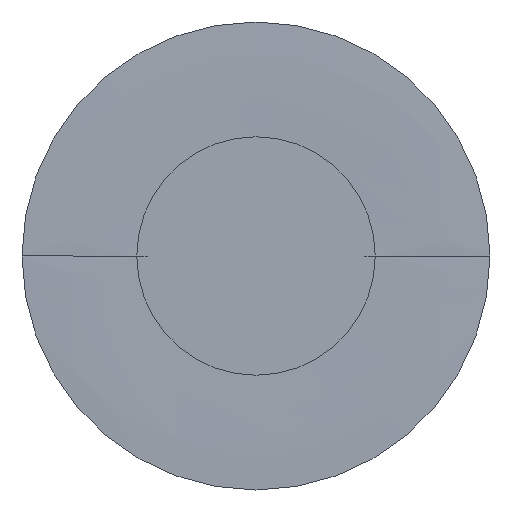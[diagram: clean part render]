
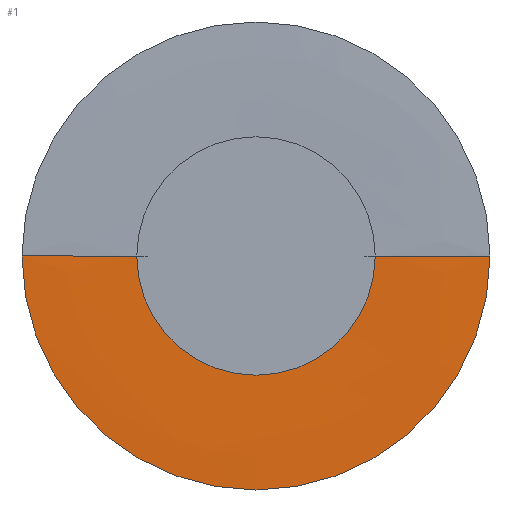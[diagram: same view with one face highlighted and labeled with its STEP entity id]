
A CAD part, front view. The second image highlights one B-rep face of the part: STEP entity #1.
In plain terms, the highlighted free-form (B-spline) face has degree [3, 3] with [8, 4] control points.
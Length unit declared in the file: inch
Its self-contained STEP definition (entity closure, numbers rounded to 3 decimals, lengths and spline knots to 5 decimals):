
#1 = ADVANCED_FACE ( 'NONE', ( #179 ), #224, .F. ) ;
#2 = DIRECTION ( 'NONE',  ( 0., -1., 0. ) ) ;
#5 = EDGE_CURVE ( 'NONE', #125, #278, #178, .T. ) ;
#11 = CARTESIAN_POINT ( 'NONE',  ( -0.5, 0.28278, -1. ) ) ;
#13 = CARTESIAN_POINT ( 'NONE',  ( -0.08059, -0.36215, 0. ) ) ;
#20 = CARTESIAN_POINT ( 'NONE',  ( -0.24712, 0.28388, 0. ) ) ;
#28 = CARTESIAN_POINT ( 'NONE',  ( 0.5, 0.28278, 0. ) ) ;
#32 = CARTESIAN_POINT ( 'NONE',  ( -0.42181, 0.27928, 0. ) ) ;
#33 = CARTESIAN_POINT ( 'NONE',  ( 0.24712, 0.28388, 0. ) ) ;
#35 = CARTESIAN_POINT ( 'NONE',  ( 0.11843, 0.28299, -0.23685 ) ) ;
#39 = CARTESIAN_POINT ( 'NONE',  ( 0.42181, 0.27928, 0. ) ) ;
#40 = CARTESIAN_POINT ( 'NONE',  ( -0.42181, 0.27928, 0. ) ) ;
#41 = CARTESIAN_POINT ( 'NONE',  ( -0.09326, -0.10878, 0. ) ) ;
#50 = CARTESIAN_POINT ( 'NONE',  ( -0.09326, -0.10878, -0.18653 ) ) ;
#51 = CARTESIAN_POINT ( 'NONE',  ( -0.09881, 0.1444, 0. ) ) ;
#57 = CARTESIAN_POINT ( 'NONE',  ( 0.24712, 0.28388, 0. ) ) ;
#59 = CARTESIAN_POINT ( 'NONE',  ( 0.25479, -0.375, 0. ) ) ;
#67 = CARTESIAN_POINT ( 'NONE',  ( -0.24712, 0.28388, -0.49423 ) ) ;
#68 = CARTESIAN_POINT ( 'NONE',  ( -0.5, 0.28278, 0. ) ) ;
#70 = CARTESIAN_POINT ( 'NONE',  ( 0.08059, -0.36215, 0. ) ) ;
#71 = DIRECTION ( 'NONE',  ( 0., -1., 0. ) ) ;
#73 = B_SPLINE_CURVE_WITH_KNOTS ( 'NONE', 3,
 ( #89, #39, #57, #96, #218, #124, #136, #59 ),
 .UNSPECIFIED., .F., .F.,
 ( 4, 1, 1, 1, 1, 4 ),
 ( 0., 0.68688, 0.73065, 0.92022, 0.94952, 1. ),
 .UNSPECIFIED. ) ;
#81 = CARTESIAN_POINT ( 'NONE',  ( -0.25479, -0.375, 0. ) ) ;
#84 = CARTESIAN_POINT ( 'NONE',  ( 0.11843, 0.28299, 0. ) ) ;
#85 = CARTESIAN_POINT ( 'NONE',  ( 0., 0.28278, 0. ) ) ;
#89 = CARTESIAN_POINT ( 'NONE',  ( 0.5, 0.28278, 0. ) ) ;
#96 = CARTESIAN_POINT ( 'NONE',  ( 0.11843, 0.28299, 0. ) ) ;
#106 = CARTESIAN_POINT ( 'NONE',  ( -0.08059, -0.36215, -0.16117 ) ) ;
#109 = DIRECTION ( 'NONE',  ( 1., 0., 0. ) ) ;
#113 = CARTESIAN_POINT ( 'NONE',  ( -0.5, 0.28278, 0. ) ) ;
#121 = VERTEX_POINT ( 'NONE', #214 ) ;
#122 = CARTESIAN_POINT ( 'NONE',  ( 0.5, 0.28278, -1. ) ) ;
#124 = CARTESIAN_POINT ( 'NONE',  ( 0.09326, -0.10878, 0. ) ) ;
#125 = VERTEX_POINT ( 'NONE', #246 ) ;
#127 = CARTESIAN_POINT ( 'NONE',  ( -0.09881, 0.1444, -0.19762 ) ) ;
#129 = CARTESIAN_POINT ( 'NONE',  ( -0.25479, -0.375, -0.50957 ) ) ;
#132 = EDGE_CURVE ( 'NONE', #121, #182, #207, .T. ) ;
#133 = CARTESIAN_POINT ( 'NONE',  ( 0., -0.375, 0. ) ) ;
#135 = B_SPLINE_CURVE_WITH_KNOTS ( 'NONE', 3,
 ( #113, #40, #20, #213, #244, #41, #259, #81 ),
 .UNSPECIFIED., .F., .F.,
 ( 4, 1, 1, 1, 1, 4 ),
 ( 0., 0.68688, 0.73065, 0.92022, 0.94952, 1. ),
 .UNSPECIFIED. ) ;
#136 = CARTESIAN_POINT ( 'NONE',  ( 0.08059, -0.36215, 0. ) ) ;
#138 = EDGE_CURVE ( 'NONE', #278, #182, #73, .T. ) ;
#142 = CARTESIAN_POINT ( 'NONE',  ( -0.11843, 0.28299, 0. ) ) ;
#151 = CARTESIAN_POINT ( 'NONE',  ( 0.25479, -0.375, -0.50957 ) ) ;
#153 = CARTESIAN_POINT ( 'NONE',  ( 0.42181, 0.27928, 0. ) ) ;
#154 = CARTESIAN_POINT ( 'NONE',  ( -0.11843, 0.28299, -0.23685 ) ) ;
#172 = CARTESIAN_POINT ( 'NONE',  ( 0.25479, -0.375, 0. ) ) ;
#175 = AXIS2_PLACEMENT_3D ( 'NONE', #85, #71, #292 ) ;
#176 = CARTESIAN_POINT ( 'NONE',  ( 0.08059, -0.36215, -0.16117 ) ) ;
#178 = CIRCLE ( 'NONE', #175, 0.5 ) ;
#179 = FACE_OUTER_BOUND ( 'NONE', #247, .T. ) ;
#182 = VERTEX_POINT ( 'NONE', #185 ) ;
#184 = ORIENTED_EDGE ( 'NONE', *, *, #132, .F. ) ;
#185 = CARTESIAN_POINT ( 'NONE',  ( 0.25479, -0.375, 0. ) ) ;
#201 = CARTESIAN_POINT ( 'NONE',  ( 0.5, 0.28278, 0. ) ) ;
#202 = ORIENTED_EDGE ( 'NONE', *, *, #216, .F. ) ;
#205 = CARTESIAN_POINT ( 'NONE',  ( -0.25479, -0.375, 0. ) ) ;
#207 = CIRCLE ( 'NONE', #245, 0.25479 ) ;
#209 = CARTESIAN_POINT ( 'NONE',  ( 0.09881, 0.1444, -0.19762 ) ) ;
#213 = CARTESIAN_POINT ( 'NONE',  ( -0.11843, 0.28299, 0. ) ) ;
#214 = CARTESIAN_POINT ( 'NONE',  ( -0.25479, -0.375, 0. ) ) ;
#216 = EDGE_CURVE ( 'NONE', #125, #121, #135, .T. ) ;
#218 = CARTESIAN_POINT ( 'NONE',  ( 0.09881, 0.1444, 0. ) ) ;
#224 =( BOUNDED_SURFACE ( )  B_SPLINE_SURFACE ( 3, 3, ( 
 ( #68, #11, #122, #201 ),
 ( #32, #237, #287, #153 ),
 ( #240, #67, #263, #33 ),
 ( #142, #154, #35, #84 ),
 ( #51, #127, #209, #232 ),
 ( #289, #50, #253, #282 ),
 ( #13, #106, #176, #70 ),
 ( #205, #129, #151, #172 ) ),
 .UNSPECIFIED., .F., .F., .F. ) 
 B_SPLINE_SURFACE_WITH_KNOTS ( ( 4, 1, 1, 1, 1, 4 ),
 ( 4, 4 ),
 ( 0., 0.68688, 0.73065, 0.92022, 0.94952, 1. ),
 ( 0., 1. ),
 .UNSPECIFIED. ) 
 GEOMETRIC_REPRESENTATION_ITEM ( )  RATIONAL_B_SPLINE_SURFACE ( (
 ( 1., 0.333, 0.333, 1.),
 ( 1., 0.333, 0.333, 1.),
 ( 1., 0.333, 0.333, 1.),
 ( 1., 0.333, 0.333, 1.),
 ( 1., 0.333, 0.333, 1.),
 ( 1., 0.333, 0.333, 1.),
 ( 1., 0.333, 0.333, 1.),
 ( 1., 0.333, 0.333, 1.) ) ) 
 REPRESENTATION_ITEM ( '' )  SURFACE ( )  );
#232 = CARTESIAN_POINT ( 'NONE',  ( 0.09881, 0.1444, 0. ) ) ;
#237 = CARTESIAN_POINT ( 'NONE',  ( -0.42181, 0.27928, -0.84362 ) ) ;
#240 = CARTESIAN_POINT ( 'NONE',  ( -0.24712, 0.28388, 0. ) ) ;
#244 = CARTESIAN_POINT ( 'NONE',  ( -0.09881, 0.1444, 0. ) ) ;
#245 = AXIS2_PLACEMENT_3D ( 'NONE', #133, #2, #109 ) ;
#246 = CARTESIAN_POINT ( 'NONE',  ( -0.5, 0.28278, 0. ) ) ;
#247 = EDGE_LOOP ( 'NONE', ( #273, #269, #184, #202 ) ) ;
#253 = CARTESIAN_POINT ( 'NONE',  ( 0.09326, -0.10878, -0.18653 ) ) ;
#259 = CARTESIAN_POINT ( 'NONE',  ( -0.08059, -0.36215, 0. ) ) ;
#263 = CARTESIAN_POINT ( 'NONE',  ( 0.24712, 0.28388, -0.49423 ) ) ;
#269 = ORIENTED_EDGE ( 'NONE', *, *, #138, .T. ) ;
#273 = ORIENTED_EDGE ( 'NONE', *, *, #5, .T. ) ;
#278 = VERTEX_POINT ( 'NONE', #28 ) ;
#282 = CARTESIAN_POINT ( 'NONE',  ( 0.09326, -0.10878, 0. ) ) ;
#287 = CARTESIAN_POINT ( 'NONE',  ( 0.42181, 0.27928, -0.84362 ) ) ;
#289 = CARTESIAN_POINT ( 'NONE',  ( -0.09326, -0.10878, 0. ) ) ;
#292 = DIRECTION ( 'NONE',  ( 1., 0., 0. ) ) ;
